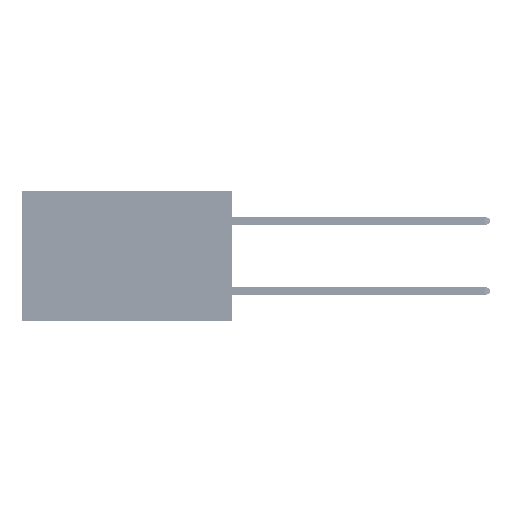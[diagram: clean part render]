
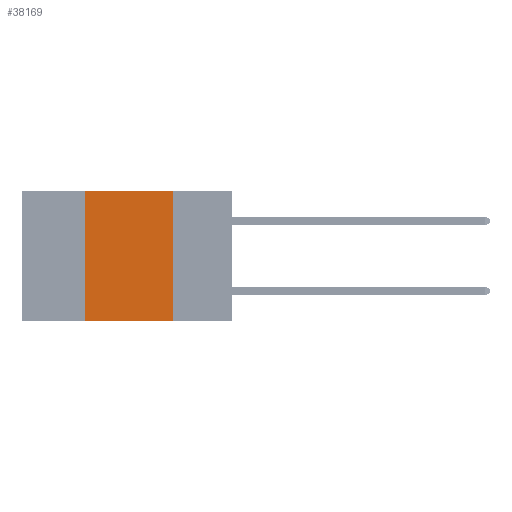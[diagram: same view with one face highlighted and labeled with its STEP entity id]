
A CAD part, left-side view. The second image highlights one B-rep face of the part: STEP entity #38169.
In plain terms, the highlighted planar face has unit normal (-1, 0, 0).
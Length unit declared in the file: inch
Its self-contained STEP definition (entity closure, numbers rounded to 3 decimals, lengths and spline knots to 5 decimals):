
#239 = ORIENTED_EDGE ( 'NONE', *, *, #26229, .F. ) ;
#1463 = EDGE_CURVE ( 'NONE', #4987, #25256, #43693, .T. ) ;
#1586 = LINE ( 'NONE', #41579, #33357 ) ;
#3495 = FACE_OUTER_BOUND ( 'NONE', #42751, .T. ) ;
#3658 = LINE ( 'NONE', #27928, #40477 ) ;
#4987 = VERTEX_POINT ( 'NONE', #25267 ) ;
#5469 = AXIS2_PLACEMENT_3D ( 'NONE', #39232, #47599, #27108 ) ;
#5621 = CARTESIAN_POINT ( 'NONE',  ( 0., 0.17, 0. ) ) ;
#6005 = CARTESIAN_POINT ( 'NONE',  ( 0., 0.6, -0.37 ) ) ;
#6495 = EDGE_CURVE ( 'NONE', #4987, #11807, #1586, .T. ) ;
#11223 = VERTEX_POINT ( 'NONE', #29907 ) ;
#11807 = VERTEX_POINT ( 'NONE', #29319 ) ;
#13328 = VECTOR ( 'NONE', #50389, 39.37008 ) ;
#15345 = CARTESIAN_POINT ( 'NONE',  ( 0., 0.17, -0.37 ) ) ;
#18209 = DIRECTION ( 'NONE',  ( 0., -1., 0. ) ) ;
#20316 = ORIENTED_EDGE ( 'NONE', *, *, #6495, .F. ) ;
#25256 = VERTEX_POINT ( 'NONE', #15345 ) ;
#25267 = CARTESIAN_POINT ( 'NONE',  ( 0., 0.42, -0.37 ) ) ;
#25547 = DIRECTION ( 'NONE',  ( 0., 0., 1. ) ) ;
#26229 = EDGE_CURVE ( 'NONE', #11223, #25256, #45758, .T. ) ;
#27108 = DIRECTION ( 'NONE',  ( 0., 0., -1. ) ) ;
#27928 = CARTESIAN_POINT ( 'NONE',  ( 0., 0.6, 0. ) ) ;
#29319 = CARTESIAN_POINT ( 'NONE',  ( 0., 0.42, 0. ) ) ;
#29907 = CARTESIAN_POINT ( 'NONE',  ( 0., 0.17, 0. ) ) ;
#31565 = DIRECTION ( 'NONE',  ( 0., -1., 0. ) ) ;
#32827 = VECTOR ( 'NONE', #18209, 39.37008 ) ;
#33357 = VECTOR ( 'NONE', #25547, 39.37008 ) ;
#36955 = ORIENTED_EDGE ( 'NONE', *, *, #1463, .T. ) ;
#38169 = ADVANCED_FACE ( 'NONE', ( #3495 ), #47781, .F. ) ;
#39232 = CARTESIAN_POINT ( 'NONE',  ( 0., 0.6, 0. ) ) ;
#40477 = VECTOR ( 'NONE', #31565, 39.37008 ) ;
#41579 = CARTESIAN_POINT ( 'NONE',  ( 0., 0.42, 0. ) ) ;
#42751 = EDGE_LOOP ( 'NONE', ( #239, #47708, #20316, #36955 ) ) ;
#43693 = LINE ( 'NONE', #6005, #32827 ) ;
#45758 = LINE ( 'NONE', #5621, #13328 ) ;
#47599 = DIRECTION ( 'NONE',  ( 1., 0., 0. ) ) ;
#47708 = ORIENTED_EDGE ( 'NONE', *, *, #48618, .F. ) ;
#47781 = PLANE ( 'NONE',  #5469 ) ;
#48618 = EDGE_CURVE ( 'NONE', #11807, #11223, #3658, .T. ) ;
#50389 = DIRECTION ( 'NONE',  ( 0., 0., -1. ) ) ;
